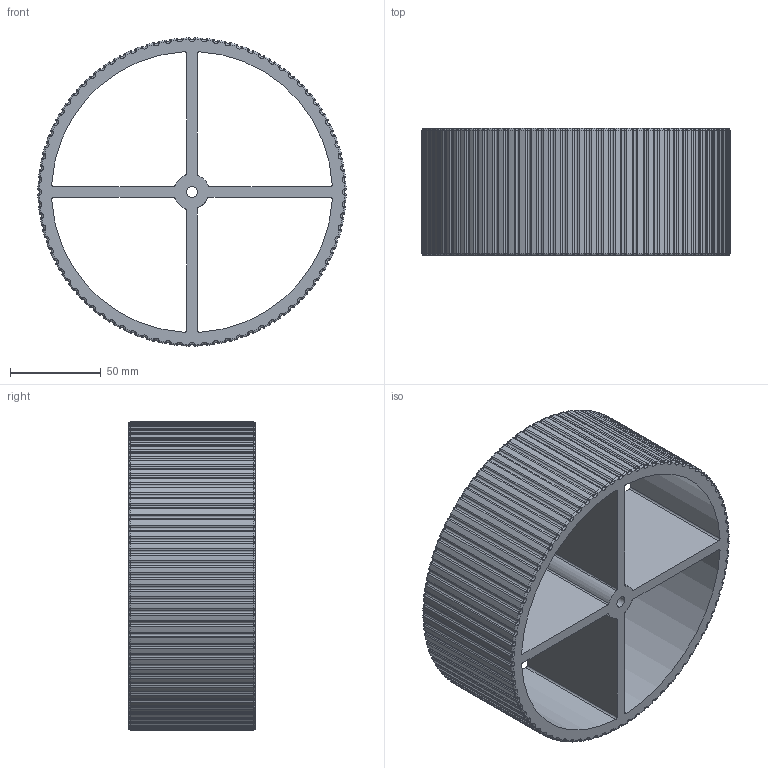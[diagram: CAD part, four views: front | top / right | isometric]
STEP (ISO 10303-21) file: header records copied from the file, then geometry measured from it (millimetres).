
FILE_DESCRIPTION(/* description */ (''),/* implementation_level */ '2;1');
FILE_NAME(/* name */ 'Mouse_wheel.step',/* time_stamp */ '2024-05-07T10:32:37+02:00',/* author */ (''),/* organization */ (''),/* preprocessor_version */ 'ST-DEVELOPER v20',/* originating_system */ 'Autodesk Translation Framework v12.20.1.177',/* authorisation */ '');
FILE_SCHEMA (('AUTOMOTIVE_DESIGN { 1 0 10303 214 3 1 1 }'));
Length unit declared in the file: millimetre
Products named in the file (1): Wheel_Profiled_Light
Bounding box: 169.96 x 70 x 169.96 mm (x, y, z)
Volume: 391270.4 mm3; surface area: 126214.1 mm2
Topology: 1 solids, 1 shells, 996 faces, 2025 edges, 1031 vertices
Faces by surface type: cylinder 346, sphere 320, torus 320, plane 10
Full cylindrical faces by diameter (mm): 3.9 x1, 6.2 x1
Entity records: 25980 total; most frequent: DIRECTION 5664, CARTESIAN_POINT 4123, ORIENTED_EDGE 4050, AXIS2_PLACEMENT_3D 2647, EDGE_CURVE 2025, CIRCLE 1650, VERTEX_POINT 1031, EDGE_LOOP 1008
